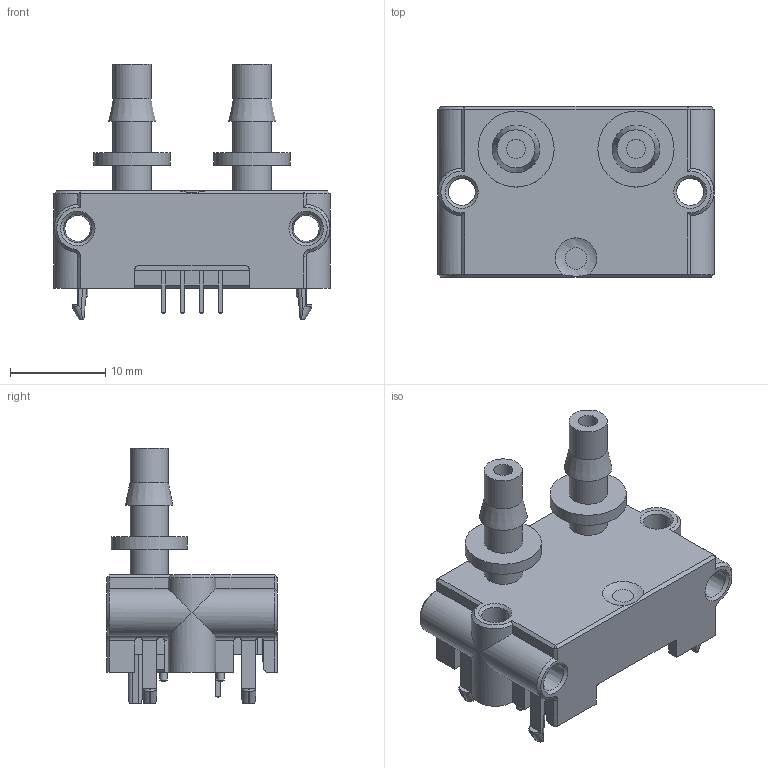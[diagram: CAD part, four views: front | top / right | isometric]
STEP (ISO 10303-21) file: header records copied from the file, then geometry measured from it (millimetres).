
FILE_DESCRIPTION(('STEP AP214'),'1');
FILE_NAME('SDP810-500Pa.stp','2019-12-17T23:42:47',(' '),(' '),'Spatial InterOp 3D',' ',' ');
FILE_SCHEMA(('AUTOMOTIVE_DESIGN { 1 0 10303 214 1 1 1 1 }'));
Length unit declared in the file: millimetre
Products named in the file (1): SDP810-500Pa
Bounding box: 29 x 17.95 x 26.85 mm (x, y, z)
Volume: 3685.5 mm3; surface area: 3724.6 mm2
Topology: 1 solids, 1 shells, 639 faces, 1633 edges, 1024 vertices
Faces by surface type: plane 396, cylinder 110, bspline 75, cone 30, torus 28
Full cylindrical faces by diameter (mm): 0.75 x2, 0.8 x4, 2 x2, 2.85 x2, 4 x6, 8 x2
Entity records: 27488 total; most frequent: CARTESIAN_POINT 7861, ORIENTED_EDGE 3158, DIRECTION 2669, EDGE_CURVE 1579, LINE 1049, VECTOR 1049, VERTEX_POINT 1005, AXIS2_PLACEMENT_3D 810
